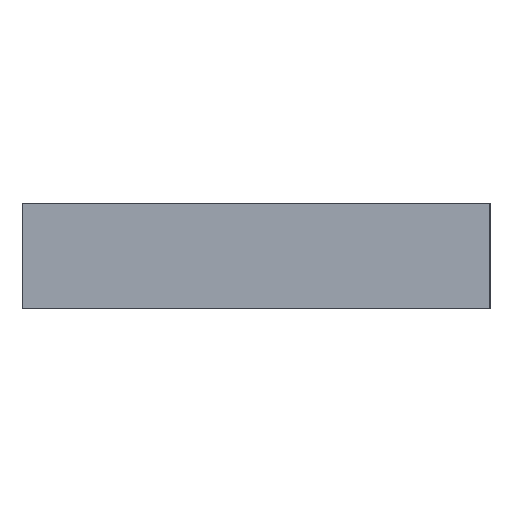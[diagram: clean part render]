
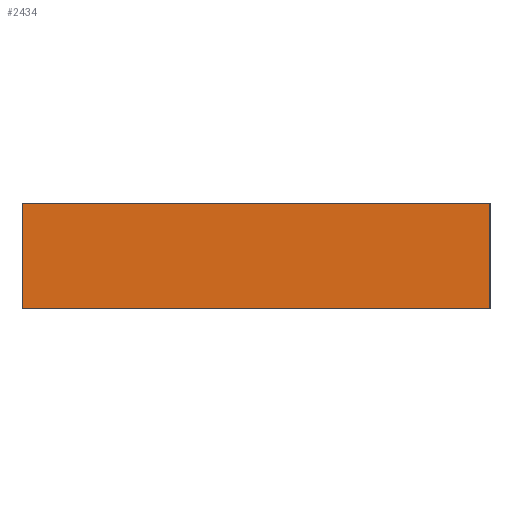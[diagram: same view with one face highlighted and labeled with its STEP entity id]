
A CAD part, left-side view. The second image highlights one B-rep face of the part: STEP entity #2434.
In plain terms, the highlighted planar face has unit normal (-1, 0, 0).
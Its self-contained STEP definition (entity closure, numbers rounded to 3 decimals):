
#22 = VERTEX_POINT('',#23);
#23 = CARTESIAN_POINT('',(-25.,20.,0.));
#32 = PLANE('',#33);
#33 = AXIS2_PLACEMENT_3D('',#34,#35,#36);
#34 = CARTESIAN_POINT('',(0.,0.049,0.));
#35 = DIRECTION('',(0.,0.,1.));
#36 = DIRECTION('',(1.,0.,0.));
#44 = PLANE('',#45);
#45 = AXIS2_PLACEMENT_3D('',#46,#47,#48);
#46 = CARTESIAN_POINT('',(0.,20.,4.507));
#47 = DIRECTION('',(0.,1.,0.));
#48 = DIRECTION('',(0.,-0.,1.));
#85 = VERTEX_POINT('',#86);
#86 = CARTESIAN_POINT('',(-25.,-20.,0.));
#100 = PLANE('',#101);
#101 = AXIS2_PLACEMENT_3D('',#102,#103,#104);
#102 = CARTESIAN_POINT('',(0.,-20.,4.5));
#103 = DIRECTION('',(-0.,-1.,-0.));
#104 = DIRECTION('',(0.,0.,-1.));
#112 = EDGE_CURVE('',#85,#22,#113,.T.);
#113 = SURFACE_CURVE('',#114,(#118,#125),.PCURVE_S1.);
#114 = LINE('',#115,#116);
#115 = CARTESIAN_POINT('',(-25.,-20.,0.));
#116 = VECTOR('',#117,1.);
#117 = DIRECTION('',(0.,1.,0.));
#118 = PCURVE('',#32,#119);
#119 = DEFINITIONAL_REPRESENTATION('',(#120),#124);
#120 = LINE('',#121,#122);
#121 = CARTESIAN_POINT('',(-25.,-20.049));
#122 = VECTOR('',#123,1.);
#123 = DIRECTION('',(0.,1.));
#124 = ( GEOMETRIC_REPRESENTATION_CONTEXT(2) 
PARAMETRIC_REPRESENTATION_CONTEXT() REPRESENTATION_CONTEXT('2D SPACE',''
  ) );
#125 = PCURVE('',#126,#131);
#126 = PLANE('',#127);
#127 = AXIS2_PLACEMENT_3D('',#128,#129,#130);
#128 = CARTESIAN_POINT('',(-25.,0.,4.5));
#129 = DIRECTION('',(-1.,-0.,-0.));
#130 = DIRECTION('',(0.,0.,-1.));
#131 = DEFINITIONAL_REPRESENTATION('',(#132),#136);
#132 = LINE('',#133,#134);
#133 = CARTESIAN_POINT('',(4.5,20.));
#134 = VECTOR('',#135,1.);
#135 = DIRECTION('',(0.,-1.));
#136 = ( GEOMETRIC_REPRESENTATION_CONTEXT(2) 
PARAMETRIC_REPRESENTATION_CONTEXT() REPRESENTATION_CONTEXT('2D SPACE',''
  ) );
#878 = PLANE('',#879);
#879 = AXIS2_PLACEMENT_3D('',#880,#881,#882);
#880 = CARTESIAN_POINT('',(0.,2.571,9.));
#881 = DIRECTION('',(0.,0.,1.));
#882 = DIRECTION('',(1.,0.,0.));
#1111 = VERTEX_POINT('',#1112);
#1112 = CARTESIAN_POINT('',(-25.,-20.,9.));
#1133 = EDGE_CURVE('',#1111,#1134,#1136,.T.);
#1134 = VERTEX_POINT('',#1135);
#1135 = CARTESIAN_POINT('',(-25.,20.,9.));
#1136 = SURFACE_CURVE('',#1137,(#1141,#1148),.PCURVE_S1.);
#1137 = LINE('',#1138,#1139);
#1138 = CARTESIAN_POINT('',(-25.,-20.,9.));
#1139 = VECTOR('',#1140,1.);
#1140 = DIRECTION('',(0.,1.,0.));
#1141 = PCURVE('',#878,#1142);
#1142 = DEFINITIONAL_REPRESENTATION('',(#1143),#1147);
#1143 = LINE('',#1144,#1145);
#1144 = CARTESIAN_POINT('',(-25.,-22.571));
#1145 = VECTOR('',#1146,1.);
#1146 = DIRECTION('',(0.,1.));
#1147 = ( GEOMETRIC_REPRESENTATION_CONTEXT(2) 
PARAMETRIC_REPRESENTATION_CONTEXT() REPRESENTATION_CONTEXT('2D SPACE',''
  ) );
#1148 = PCURVE('',#126,#1149);
#1149 = DEFINITIONAL_REPRESENTATION('',(#1150),#1154);
#1150 = LINE('',#1151,#1152);
#1151 = CARTESIAN_POINT('',(-4.5,20.));
#1152 = VECTOR('',#1153,1.);
#1153 = DIRECTION('',(0.,-1.));
#1154 = ( GEOMETRIC_REPRESENTATION_CONTEXT(2) 
PARAMETRIC_REPRESENTATION_CONTEXT() REPRESENTATION_CONTEXT('2D SPACE',''
  ) );
#2331 = EDGE_CURVE('',#22,#1134,#2332,.T.);
#2332 = SURFACE_CURVE('',#2333,(#2337,#2344),.PCURVE_S1.);
#2333 = LINE('',#2334,#2335);
#2334 = CARTESIAN_POINT('',(-25.,20.,0.));
#2335 = VECTOR('',#2336,1.);
#2336 = DIRECTION('',(0.,0.,1.));
#2337 = PCURVE('',#44,#2338);
#2338 = DEFINITIONAL_REPRESENTATION('',(#2339),#2343);
#2339 = LINE('',#2340,#2341);
#2340 = CARTESIAN_POINT('',(-4.507,-25.));
#2341 = VECTOR('',#2342,1.);
#2342 = DIRECTION('',(1.,0.));
#2343 = ( GEOMETRIC_REPRESENTATION_CONTEXT(2) 
PARAMETRIC_REPRESENTATION_CONTEXT() REPRESENTATION_CONTEXT('2D SPACE',''
  ) );
#2344 = PCURVE('',#126,#2345);
#2345 = DEFINITIONAL_REPRESENTATION('',(#2346),#2350);
#2346 = LINE('',#2347,#2348);
#2347 = CARTESIAN_POINT('',(4.5,-20.));
#2348 = VECTOR('',#2349,1.);
#2349 = DIRECTION('',(-1.,0.));
#2350 = ( GEOMETRIC_REPRESENTATION_CONTEXT(2) 
PARAMETRIC_REPRESENTATION_CONTEXT() REPRESENTATION_CONTEXT('2D SPACE',''
  ) );
#2413 = EDGE_CURVE('',#85,#1111,#2414,.T.);
#2414 = SURFACE_CURVE('',#2415,(#2419,#2426),.PCURVE_S1.);
#2415 = LINE('',#2416,#2417);
#2416 = CARTESIAN_POINT('',(-25.,-20.,4.5));
#2417 = VECTOR('',#2418,1.);
#2418 = DIRECTION('',(0.,0.,1.));
#2419 = PCURVE('',#100,#2420);
#2420 = DEFINITIONAL_REPRESENTATION('',(#2421),#2425);
#2421 = LINE('',#2422,#2423);
#2422 = CARTESIAN_POINT('',(0.,-25.));
#2423 = VECTOR('',#2424,1.);
#2424 = DIRECTION('',(-1.,0.));
#2425 = ( GEOMETRIC_REPRESENTATION_CONTEXT(2) 
PARAMETRIC_REPRESENTATION_CONTEXT() REPRESENTATION_CONTEXT('2D SPACE',''
  ) );
#2426 = PCURVE('',#126,#2427);
#2427 = DEFINITIONAL_REPRESENTATION('',(#2428),#2432);
#2428 = LINE('',#2429,#2430);
#2429 = CARTESIAN_POINT('',(0.,20.));
#2430 = VECTOR('',#2431,1.);
#2431 = DIRECTION('',(-1.,0.));
#2432 = ( GEOMETRIC_REPRESENTATION_CONTEXT(2) 
PARAMETRIC_REPRESENTATION_CONTEXT() REPRESENTATION_CONTEXT('2D SPACE',''
  ) );
#2434 = ADVANCED_FACE('',(#2435),#126,.T.);
#2435 = FACE_BOUND('',#2436,.T.);
#2436 = EDGE_LOOP('',(#2437,#2438,#2439,#2440));
#2437 = ORIENTED_EDGE('',*,*,#2413,.T.);
#2438 = ORIENTED_EDGE('',*,*,#1133,.T.);
#2439 = ORIENTED_EDGE('',*,*,#2331,.F.);
#2440 = ORIENTED_EDGE('',*,*,#112,.F.);
